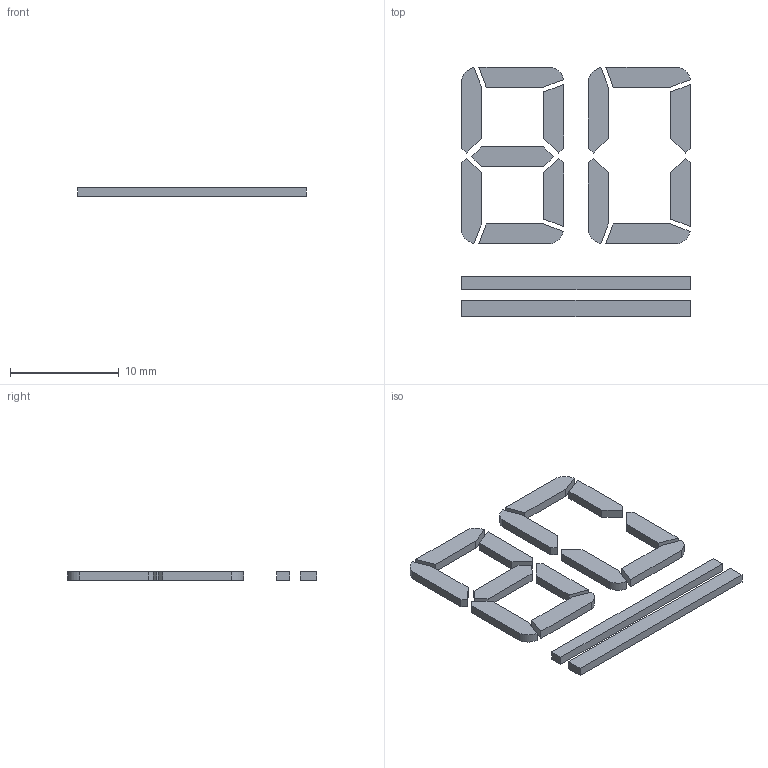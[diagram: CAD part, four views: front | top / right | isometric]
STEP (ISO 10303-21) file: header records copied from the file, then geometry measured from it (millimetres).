
FILE_DESCRIPTION (( 'STEP AP203' ), '1' );
FILE_NAME ('bottom text.STEP', '2025-08-04T11:26:04', ( '' ), ( '' ), 'SwSTEP 2.0', 'SolidWorks 2023', '' );
FILE_SCHEMA (( 'CONFIG_CONTROL_DESIGN' ));
Length unit declared in the file: millimetre
Products named in the file (2): Part7^wallet v2; bottom text
Assembly tree (1 placements, depth 2):
  bottom text
    Part7^wallet v2
Bounding box: 21.03 x 22.93 x 0.8 mm (x, y, z)
Volume: 166.3 mm3; surface area: 658.3 mm2
Topology: 15 solids, 15 shells, 108 faces, 234 edges, 156 vertices
Faces by surface type: plane 100, bspline 8
Entity records: 3254 total; most frequent: CARTESIAN_POINT 766, ORIENTED_EDGE 468, DIRECTION 426, EDGE_CURVE 234, VECTOR 218, LINE 218, VERTEX_POINT 156, EDGE_LOOP 108
